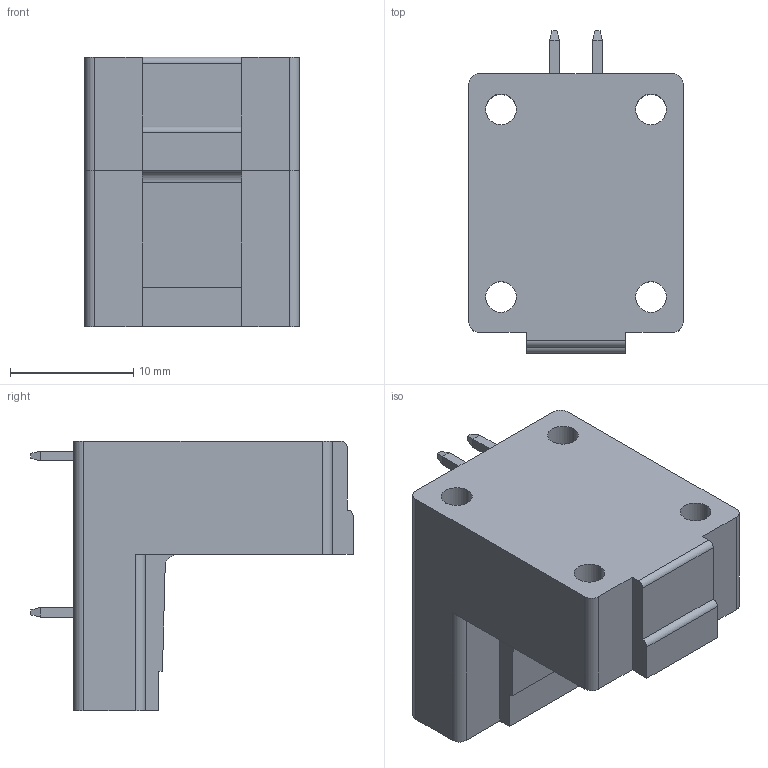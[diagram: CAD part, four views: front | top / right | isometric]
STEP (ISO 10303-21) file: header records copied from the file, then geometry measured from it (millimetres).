
FILE_DESCRIPTION((''),'2;1');
FILE_NAME('TLPHDW-005R-XXP','2024-09-24T09:24:47',('sheji109'),(''),'CREO PARAMETRIC BY PTC INC, 2018100','CREO PARAMETRIC BY PTC INC, 2018100','');
FILE_SCHEMA(('CONFIG_CONTROL_DESIGN'));
Length unit declared in the file: millimetre
Products named in the file (1): TLPHDW-005R-XXP
Bounding box: 17.4 x 26.2 x 21.9 mm (x, y, z)
Volume: 4137.6 mm3; surface area: 3329.3 mm2
Topology: 1 solids, 1 shells, 336 faces, 910 edges, 592 vertices
Faces by surface type: plane 231, cylinder 77, cone 20, torus 8
Entity records: 10594 total; most frequent: CARTESIAN_POINT 1994, ORIENTED_EDGE 1820, DIRECTION 1724, EDGE_CURVE 910, VECTOR 688, LINE 688, VERTEX_POINT 592, AXIS2_PLACEMENT_3D 518
